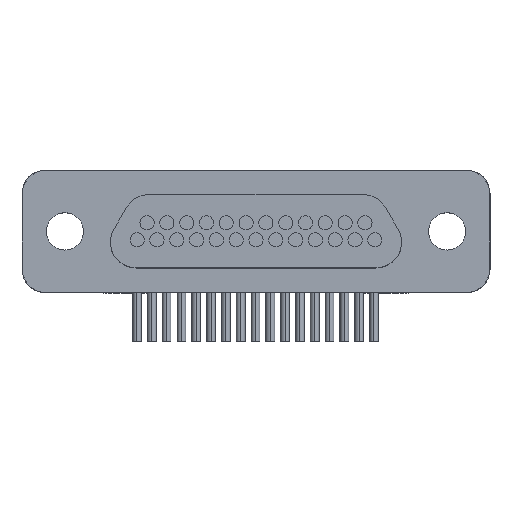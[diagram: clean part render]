
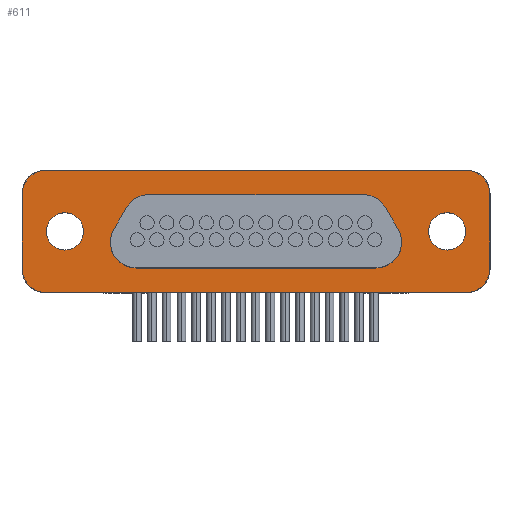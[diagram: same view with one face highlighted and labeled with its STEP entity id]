
A CAD part, top view. The second image highlights one B-rep face of the part: STEP entity #611.
In plain terms, the highlighted planar face has unit normal (0, 0, 1).
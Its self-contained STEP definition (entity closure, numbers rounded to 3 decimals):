
#611=ADVANCED_FACE('NONE',(#1609,#1610,#1611,#1612),#1613,.T.);
#1609=FACE_OUTER_BOUND('',#3050,.T.);
#1610=FACE_BOUND('',#3051,.T.);
#1611=FACE_BOUND('',#3052,.T.);
#1612=FACE_BOUND('',#3053,.T.);
#1613=PLANE('',#3054);
#3050=EDGE_LOOP('',(#10927,#10928,#10929,#10930,#10931,#10932,#10933,#10934));
#3051=EDGE_LOOP('',(#10935,#10936));
#3052=EDGE_LOOP('',(#10937,#10938));
#3053=EDGE_LOOP('',(#10939,#10940,#10941,#10942,#10943,#10944,#10945,#10946,#10947,#10948));
#3054=AXIS2_PLACEMENT_3D('',#10949,#10950,#10951);
#10927=ORIENTED_EDGE('',*,*,#14431,.T.);
#10928=ORIENTED_EDGE('',*,*,#14460,.T.);
#10929=ORIENTED_EDGE('',*,*,#14456,.T.);
#10930=ORIENTED_EDGE('',*,*,#14452,.T.);
#10931=ORIENTED_EDGE('',*,*,#14448,.T.);
#10932=ORIENTED_EDGE('',*,*,#14444,.T.);
#10933=ORIENTED_EDGE('',*,*,#14440,.T.);
#10934=ORIENTED_EDGE('',*,*,#14436,.T.);
#10935=ORIENTED_EDGE('',*,*,#14463,.F.);
#10936=ORIENTED_EDGE('',*,*,#14259,.F.);
#10937=ORIENTED_EDGE('',*,*,#14464,.F.);
#10938=ORIENTED_EDGE('',*,*,#14264,.F.);
#10939=ORIENTED_EDGE('',*,*,#14269,.T.);
#10940=ORIENTED_EDGE('',*,*,#14465,.T.);
#10941=ORIENTED_EDGE('',*,*,#14466,.T.);
#10942=ORIENTED_EDGE('',*,*,#14467,.T.);
#10943=ORIENTED_EDGE('',*,*,#14468,.T.);
#10944=ORIENTED_EDGE('',*,*,#14469,.T.);
#10945=ORIENTED_EDGE('',*,*,#14470,.T.);
#10946=ORIENTED_EDGE('',*,*,#13999,.T.);
#10947=ORIENTED_EDGE('',*,*,#14471,.T.);
#10948=ORIENTED_EDGE('',*,*,#14472,.T.);
#10949=CARTESIAN_POINT('',(-13.435,2.365,0.0));
#10950=DIRECTION('',(0.0,0.0,1.0));
#10951=DIRECTION('',(1.0,-0.0,0.0));
#13999=EDGE_CURVE('NONE',#15553,#15550,#15554,.T.);
#14259=EDGE_CURVE('NONE',#16019,#16021,#16022,.T.);
#14264=EDGE_CURVE('NONE',#16028,#16030,#16031,.T.);
#14269=EDGE_CURVE('NONE',#16039,#16037,#16040,.T.);
#14431=EDGE_CURVE('NONE',#16357,#16358,#16359,.T.);
#14436=EDGE_CURVE('NONE',#16366,#16357,#16367,.T.);
#14440=EDGE_CURVE('NONE',#16372,#16366,#16373,.T.);
#14444=EDGE_CURVE('NONE',#16378,#16372,#16379,.T.);
#14448=EDGE_CURVE('NONE',#16384,#16378,#16385,.T.);
#14452=EDGE_CURVE('NONE',#16390,#16384,#16391,.T.);
#14456=EDGE_CURVE('NONE',#16396,#16390,#16397,.T.);
#14460=EDGE_CURVE('NONE',#16358,#16396,#16402,.T.);
#14463=EDGE_CURVE('NONE',#16021,#16019,#16405,.T.);
#14464=EDGE_CURVE('NONE',#16030,#16028,#16406,.T.);
#14465=EDGE_CURVE('NONE',#16037,#16407,#16408,.T.);
#14466=EDGE_CURVE('NONE',#16407,#16409,#16410,.T.);
#14467=EDGE_CURVE('NONE',#16409,#16411,#16412,.T.);
#14468=EDGE_CURVE('NONE',#16411,#16413,#16414,.T.);
#14469=EDGE_CURVE('NONE',#16413,#16415,#16416,.T.);
#14470=EDGE_CURVE('NONE',#16415,#15553,#16417,.T.);
#14471=EDGE_CURVE('NONE',#15550,#16418,#16419,.T.);
#14472=EDGE_CURVE('NONE',#16418,#16039,#16420,.T.);
#15550=VERTEX_POINT('',#17869);
#15553=VERTEX_POINT('NONE',#17873);
#15554=CIRCLE('',#17874,1.65);
#16019=VERTEX_POINT('NONE',#18460);
#16021=VERTEX_POINT('NONE',#18463);
#16022=CIRCLE('',#18464,1.195);
#16028=VERTEX_POINT('NONE',#18471);
#16030=VERTEX_POINT('NONE',#18474);
#16031=CIRCLE('',#18475,1.195);
#16037=VERTEX_POINT('NONE',#18482);
#16039=VERTEX_POINT('NONE',#18485);
#16040=CIRCLE('',#18486,1.65);
#16357=VERTEX_POINT('NONE',#19839);
#16358=VERTEX_POINT('NONE',#19840);
#16359=CIRCLE('',#19841,1.57);
#16366=VERTEX_POINT('NONE',#19850);
#16367=LINE('',#19851,#19852);
#16372=VERTEX_POINT('NONE',#19859);
#16373=CIRCLE('',#19860,1.57);
#16378=VERTEX_POINT('NONE',#19866);
#16379=LINE('',#19867,#19868);
#16384=VERTEX_POINT('NONE',#19875);
#16385=CIRCLE('',#19876,1.57);
#16390=VERTEX_POINT('NONE',#19882);
#16391=LINE('',#19883,#19884);
#16396=VERTEX_POINT('NONE',#19891);
#16397=CIRCLE('',#19892,1.57);
#16402=LINE('',#19898,#19899);
#16405=CIRCLE('',#19903,1.195);
#16406=CIRCLE('',#19904,1.195);
#16407=VERTEX_POINT('NONE',#19905);
#16408=CIRCLE('',#19906,1.65);
#16409=VERTEX_POINT('NONE',#19907);
#16410=LINE('',#19908,#19909);
#16411=VERTEX_POINT('NONE',#19910);
#16412=CIRCLE('',#19911,1.65);
#16413=VERTEX_POINT('NONE',#19912);
#16414=LINE('',#19913,#19914);
#16415=VERTEX_POINT('NONE',#19915);
#16416=CIRCLE('',#19916,1.65);
#16417=LINE('',#19917,#19918);
#16418=VERTEX_POINT('NONE',#19919);
#16419=CIRCLE('',#19920,1.65);
#16420=LINE('',#19921,#19922);
#17869=CARTESIAN_POINT('',(9.335,-0.7,0.0));
#17873=CARTESIAN_POINT('',(9.114,0.125,0.0));
#17874=AXIS2_PLACEMENT_3D('',#23761,#23762,#23763);
#18460=CARTESIAN_POINT('',(11.06,0.,0.0));
#18463=CARTESIAN_POINT('',(13.45,0.0,0.0));
#18464=AXIS2_PLACEMENT_3D('',#24176,#24177,#24178);
#18471=CARTESIAN_POINT('',(-13.45,0.,0.0));
#18474=CARTESIAN_POINT('',(-11.06,0.0,0.0));
#18475=AXIS2_PLACEMENT_3D('',#24184,#24185,#24186);
#18482=CARTESIAN_POINT('',(-9.335,-0.7,0.0));
#18485=CARTESIAN_POINT('',(-7.685,-2.35,0.0));
#18486=AXIS2_PLACEMENT_3D('',#24192,#24193,#24194);
#19839=CARTESIAN_POINT('',(-13.435,3.935,0.0));
#19840=CARTESIAN_POINT('',(-15.005,2.365,0.0));
#19841=AXIS2_PLACEMENT_3D('',#24315,#24316,#24317);
#19850=CARTESIAN_POINT('',(13.435,3.935,0.0));
#19851=CARTESIAN_POINT('',(-13.435,3.935,0.0));
#19852=VECTOR('',#24323,1000.0);
#19859=CARTESIAN_POINT('',(15.005,2.365,0.0));
#19860=AXIS2_PLACEMENT_3D('',#24326,#24327,#24328);
#19866=CARTESIAN_POINT('',(15.005,-2.365,0.0));
#19867=CARTESIAN_POINT('',(15.005,2.365,0.0));
#19868=VECTOR('',#24333,1000.0);
#19875=CARTESIAN_POINT('',(13.435,-3.935,0.0));
#19876=AXIS2_PLACEMENT_3D('',#24336,#24337,#24338);
#19882=CARTESIAN_POINT('',(-13.435,-3.935,0.0));
#19883=CARTESIAN_POINT('',(-13.435,-3.935,0.0));
#19884=VECTOR('',#24343,1000.0);
#19891=CARTESIAN_POINT('',(-15.005,-2.365,0.0));
#19892=AXIS2_PLACEMENT_3D('',#24346,#24347,#24348);
#19898=CARTESIAN_POINT('',(-15.005,2.365,0.0));
#19899=VECTOR('',#24353,1000.0);
#19903=AXIS2_PLACEMENT_3D('',#24355,#24356,#24357);
#19904=AXIS2_PLACEMENT_3D('',#24358,#24359,#24360);
#19905=CARTESIAN_POINT('',(-9.114,0.125,0.0));
#19906=AXIS2_PLACEMENT_3D('',#24361,#24362,#24363);
#19907=CARTESIAN_POINT('',(-8.306,1.525,0.0));
#19908=CARTESIAN_POINT('',(-9.114,0.125,0.0));
#19909=VECTOR('',#24364,1000.0);
#19910=CARTESIAN_POINT('',(-6.877,2.35,0.0));
#19911=AXIS2_PLACEMENT_3D('',#24365,#24366,#24367);
#19912=CARTESIAN_POINT('',(6.877,2.35,0.0));
#19913=CARTESIAN_POINT('',(-6.877,2.35,0.0));
#19914=VECTOR('',#24368,1000.0);
#19915=CARTESIAN_POINT('',(8.306,1.525,0.0));
#19916=AXIS2_PLACEMENT_3D('',#24369,#24370,#24371);
#19917=CARTESIAN_POINT('',(9.114,0.125,0.0));
#19918=VECTOR('',#24372,1000.0);
#19919=CARTESIAN_POINT('',(7.685,-2.35,0.0));
#19920=AXIS2_PLACEMENT_3D('',#24373,#24374,#24375);
#19921=CARTESIAN_POINT('',(-7.685,-2.35,0.0));
#19922=VECTOR('',#24376,1000.0);
#23761=CARTESIAN_POINT('',(7.685,-0.7,-0.0));
#23762=DIRECTION('',(0.0,0.0,-1.0));
#23763=DIRECTION('',(-1.0,0.0,0.0));
#24176=CARTESIAN_POINT('',(12.255,0.0,0.0));
#24177=DIRECTION('',(0.0,0.0,1.0));
#24178=DIRECTION('',(-1.0,0.0,0.0));
#24184=CARTESIAN_POINT('',(-12.255,0.0,0.0));
#24185=DIRECTION('',(0.0,0.0,1.0));
#24186=DIRECTION('',(1.0,0.0,0.0));
#24192=CARTESIAN_POINT('',(-7.685,-0.7,0.0));
#24193=DIRECTION('',(0.0,0.0,-1.0));
#24194=DIRECTION('',(-1.0,0.0,0.0));
#24315=CARTESIAN_POINT('',(-13.435,2.365,0.0));
#24316=DIRECTION('',(0.0,0.0,1.0));
#24317=DIRECTION('',(1.0,0.0,0.0));
#24323=DIRECTION('',(-1.0,0.,-0.0));
#24326=CARTESIAN_POINT('',(13.435,2.365,0.0));
#24327=DIRECTION('',(0.0,0.0,1.0));
#24328=DIRECTION('',(1.0,0.0,0.0));
#24333=DIRECTION('',(-0.0,1.0,-0.0));
#24336=CARTESIAN_POINT('',(13.435,-2.365,0.0));
#24337=DIRECTION('',(0.0,0.0,1.0));
#24338=DIRECTION('',(1.0,0.0,0.0));
#24343=DIRECTION('',(1.0,0.,0.0));
#24346=CARTESIAN_POINT('',(-13.435,-2.365,0.0));
#24347=DIRECTION('',(0.0,0.0,1.0));
#24348=DIRECTION('',(1.0,0.0,0.0));
#24353=DIRECTION('',(0.0,-1.0,0.0));
#24355=CARTESIAN_POINT('',(12.255,0.0,0.0));
#24356=DIRECTION('',(0.0,0.0,1.0));
#24357=DIRECTION('',(-1.0,0.0,0.0));
#24358=CARTESIAN_POINT('',(-12.255,0.0,0.0));
#24359=DIRECTION('',(0.0,0.0,1.0));
#24360=DIRECTION('',(1.0,0.0,0.0));
#24361=CARTESIAN_POINT('',(-7.685,-0.7,0.0));
#24362=DIRECTION('',(0.0,0.0,-1.0));
#24363=DIRECTION('',(-1.0,0.0,0.0));
#24364=DIRECTION('',(0.5,0.866,0.0));
#24365=CARTESIAN_POINT('',(-6.877,0.7,0.0));
#24366=DIRECTION('',(0.0,0.0,-1.0));
#24367=DIRECTION('',(1.0,0.0,0.0));
#24368=DIRECTION('',(1.0,0.,0.0));
#24369=CARTESIAN_POINT('',(6.877,0.7,0.0));
#24370=DIRECTION('',(0.0,0.0,-1.0));
#24371=DIRECTION('',(-1.0,0.0,0.0));
#24372=DIRECTION('',(0.5,-0.866,-0.0));
#24373=CARTESIAN_POINT('',(7.685,-0.7,-0.0));
#24374=DIRECTION('',(0.0,0.0,-1.0));
#24375=DIRECTION('',(-1.0,0.0,0.0));
#24376=DIRECTION('',(-1.0,0.,0.0));
